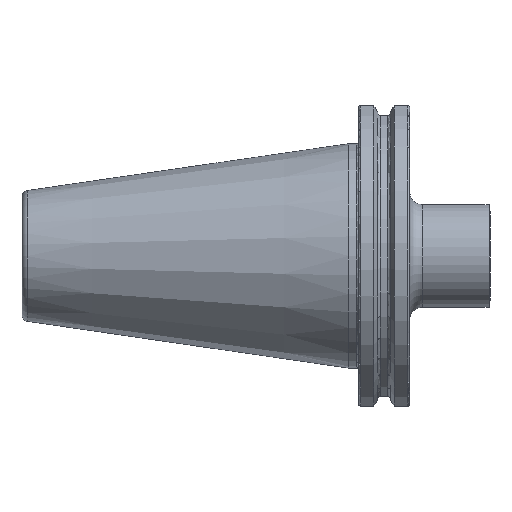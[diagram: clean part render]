
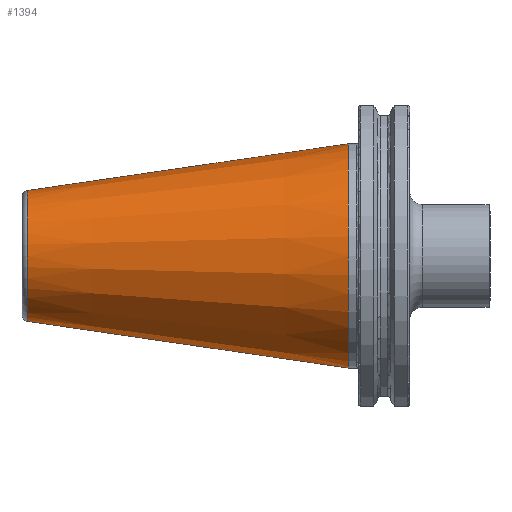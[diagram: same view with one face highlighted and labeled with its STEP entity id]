
A CAD part, front view. The second image highlights one B-rep face of the part: STEP entity #1394.
In plain terms, the highlighted conical face has half-angle 8.297 degrees and reference radius 34.925 mm.
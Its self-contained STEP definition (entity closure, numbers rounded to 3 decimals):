
#49 = ORIENTED_EDGE ( 'NONE', *, *, #5764, .T. ) ;
#132 = EDGE_CURVE ( 'NONE', #1491, #5416, #1375, .T. ) ;
#215 = ORIENTED_EDGE ( 'NONE', *, *, #5594, .F. ) ;
#261 = DIRECTION ( 'NONE',  ( -1., 0., 0. ) ) ;
#439 = CARTESIAN_POINT ( 'NONE',  ( -99.889, 0., 20.358 ) ) ;
#458 = LINE ( 'NONE', #2827, #3758 ) ;
#844 = CARTESIAN_POINT ( 'NONE',  ( 0., 0., 0. ) ) ;
#864 = ORIENTED_EDGE ( 'NONE', *, *, #132, .F. ) ;
#1117 = CIRCLE ( 'NONE', #5550, 34.925 ) ;
#1375 = CIRCLE ( 'NONE', #4208, 20.358 ) ;
#1394 = ADVANCED_FACE ( 'NONE', ( #4174 ), #2544, .T. ) ;
#1491 = VERTEX_POINT ( 'NONE', #2279 ) ;
#1811 = VECTOR ( 'NONE', #2803, 1000. ) ;
#2209 = DIRECTION ( 'NONE',  ( 1., 0., 0. ) ) ;
#2279 = CARTESIAN_POINT ( 'NONE',  ( -99.889, 0., -20.358 ) ) ;
#2348 = EDGE_LOOP ( 'NONE', ( #215, #864, #4497, #49 ) ) ;
#2544 = CONICAL_SURFACE ( 'NONE', #5483, 34.925, 0.145 ) ;
#2803 = DIRECTION ( 'NONE',  ( 0.99, 0., 0.144 ) ) ;
#2804 = DIRECTION ( 'NONE',  ( -1., 0., 0. ) ) ;
#2827 = CARTESIAN_POINT ( 'NONE',  ( 0., 0., -34.925 ) ) ;
#2933 = CARTESIAN_POINT ( 'NONE',  ( 0., 0., 0. ) ) ;
#3295 = DIRECTION ( 'NONE',  ( 0.99, 0., -0.144 ) ) ;
#3401 = DIRECTION ( 'NONE',  ( 0., 0., 1. ) ) ;
#3450 = CARTESIAN_POINT ( 'NONE',  ( 0., 0., -34.925 ) ) ;
#3758 = VECTOR ( 'NONE', #3295, 1000. ) ;
#3779 = VERTEX_POINT ( 'NONE', #3881 ) ;
#3795 = VERTEX_POINT ( 'NONE', #3450 ) ;
#3881 = CARTESIAN_POINT ( 'NONE',  ( 0., 0., 34.925 ) ) ;
#4174 = FACE_OUTER_BOUND ( 'NONE', #2348, .T. ) ;
#4208 = AXIS2_PLACEMENT_3D ( 'NONE', #5709, #2804, #5637 ) ;
#4310 = EDGE_CURVE ( 'NONE', #1491, #3795, #458, .T. ) ;
#4497 = ORIENTED_EDGE ( 'NONE', *, *, #4310, .T. ) ;
#5021 = CARTESIAN_POINT ( 'NONE',  ( 0., 0., 34.925 ) ) ;
#5322 = DIRECTION ( 'NONE',  ( 0., 0., -1. ) ) ;
#5369 = LINE ( 'NONE', #5021, #1811 ) ;
#5416 = VERTEX_POINT ( 'NONE', #439 ) ;
#5483 = AXIS2_PLACEMENT_3D ( 'NONE', #844, #2209, #5322 ) ;
#5550 = AXIS2_PLACEMENT_3D ( 'NONE', #2933, #261, #3401 ) ;
#5594 = EDGE_CURVE ( 'NONE', #5416, #3779, #5369, .T. ) ;
#5637 = DIRECTION ( 'NONE',  ( 0., 0., 1. ) ) ;
#5709 = CARTESIAN_POINT ( 'NONE',  ( -99.889, 0., 0. ) ) ;
#5764 = EDGE_CURVE ( 'NONE', #3795, #3779, #1117, .T. ) ;
